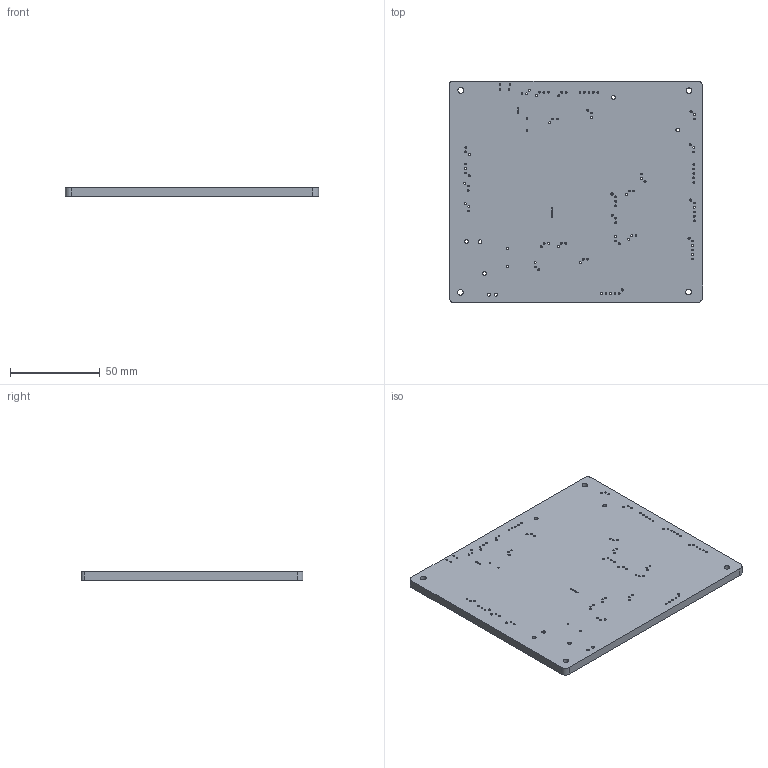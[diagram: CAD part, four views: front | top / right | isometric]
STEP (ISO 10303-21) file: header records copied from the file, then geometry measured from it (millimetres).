
FILE_DESCRIPTION(('KiCad electronic assembly'),'2;1');
FILE_NAME('Sebik_mainboard.step','2023-11-12T14:05:01',('Pcbnew'),( 'Kicad'),'Open CASCADE STEP processor 7.6','KiCad to STEP converter' ,'Unknown');
FILE_SCHEMA(('AUTOMOTIVE_DESIGN { 1 0 10303 214 1 1 1 1 }'));
Length unit declared in the file: millimetre
Products named in the file (2): Sebik_mainboard 1; Sebik_mainboard PCB
Assembly tree (1 placements, depth 2):
  Sebik_mainboard 1
    Sebik_mainboard PCB
Bounding box: 141.41 x 123.82 x 4.69 mm (x, y, z)
Volume: 81398.5 mm3; surface area: 39201 mm2
Topology: 1 solids, 1 shells, 143 faces, 423 edges, 282 vertices
Faces by surface type: cylinder 129, plane 14
Full cylindrical faces by diameter (mm): 0.65 x5, 0.75 x3, 0.9 x2, 0.95 x34, 1 x36, 1.1 x2, 1.2 x24, 1.7 x2, 2.101 x3, 2.2 x2, 3.2 x4
Entity records: 11739 total; most frequent: CARTESIAN_POINT 3244, DIRECTION 1559, ORIENTED_EDGE 846, PCURVE 846, DEFINITIONAL_REPRESENTATION 846, LINE 753, VECTOR 753, EDGE_CURVE 423
